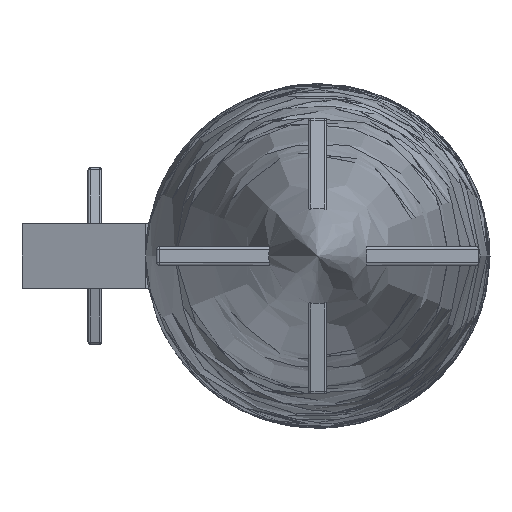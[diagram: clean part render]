
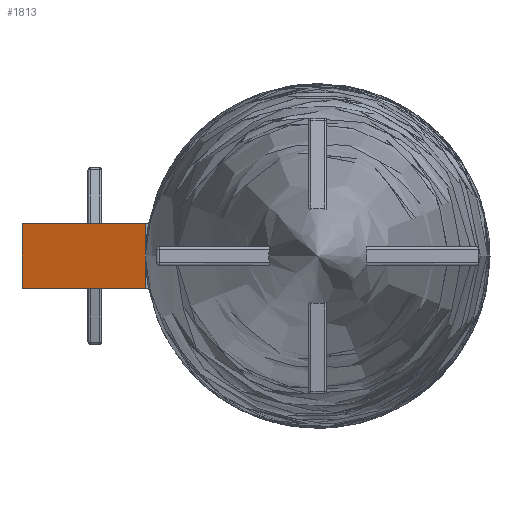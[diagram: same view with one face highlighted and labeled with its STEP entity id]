
A CAD part, left-side view. The second image highlights one B-rep face of the part: STEP entity #1813.
In plain terms, the highlighted planar face has unit normal (-0.959, 0.284, 0).
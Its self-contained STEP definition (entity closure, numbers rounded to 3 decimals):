
#185=PLANE('',#2021);
#365=LINE('',#3236,#489);
#366=LINE('',#3238,#490);
#367=LINE('',#3240,#491);
#368=LINE('',#3242,#492);
#369=LINE('',#3243,#493);
#489=VECTOR('',#2499,10.);
#490=VECTOR('',#2500,10.);
#491=VECTOR('',#2501,10.);
#492=VECTOR('',#2502,10.);
#493=VECTOR('',#2503,10.);
#644=FACE_OUTER_BOUND('',#753,.T.);
#753=EDGE_LOOP('',(#1565,#1566,#1567,#1568,#1569));
#960=VERTEX_POINT('',#3234);
#961=VERTEX_POINT('',#3235);
#962=VERTEX_POINT('',#3237);
#963=VERTEX_POINT('',#3239);
#964=VERTEX_POINT('',#3241);
#1183=EDGE_CURVE('',#960,#961,#365,.T.);
#1184=EDGE_CURVE('',#962,#960,#366,.T.);
#1185=EDGE_CURVE('',#963,#962,#367,.T.);
#1186=EDGE_CURVE('',#964,#963,#368,.T.);
#1187=EDGE_CURVE('',#961,#964,#369,.T.);
#1565=ORIENTED_EDGE('',*,*,#1183,.F.);
#1566=ORIENTED_EDGE('',*,*,#1184,.F.);
#1567=ORIENTED_EDGE('',*,*,#1185,.F.);
#1568=ORIENTED_EDGE('',*,*,#1186,.F.);
#1569=ORIENTED_EDGE('',*,*,#1187,.F.);
#1813=ADVANCED_FACE('',(#644),#185,.F.);
#2021=AXIS2_PLACEMENT_3D('',#3233,#2497,#2498);
#2497=DIRECTION('center_axis',(0.959,-0.284,0.));
#2498=DIRECTION('ref_axis',(0.284,0.959,0.));
#2499=DIRECTION('',(0.284,0.959,0.));
#2500=DIRECTION('',(0.,0.,-1.));
#2501=DIRECTION('',(0.,0.,-1.));
#2502=DIRECTION('',(-0.284,-0.959,0.));
#2503=DIRECTION('',(0.,0.,1.));
#3233=CARTESIAN_POINT('Origin',(2854.633,370.973,0.));
#3234=CARTESIAN_POINT('',(2854.633,370.973,-70.));
#3235=CARTESIAN_POINT('',(2933.43,637.,-70.));
#3236=CARTESIAN_POINT('',(2879.044,453.387,-70.));
#3237=CARTESIAN_POINT('',(2854.633,370.973,0.));
#3238=CARTESIAN_POINT('',(2854.633,370.973,-35.));
#3239=CARTESIAN_POINT('',(2854.633,370.973,70.));
#3240=CARTESIAN_POINT('',(2854.633,370.973,-35.));
#3241=CARTESIAN_POINT('',(2933.43,637.,70.));
#3242=CARTESIAN_POINT('',(2850.008,355.357,70.));
#3243=CARTESIAN_POINT('',(2933.43,637.,0.));
